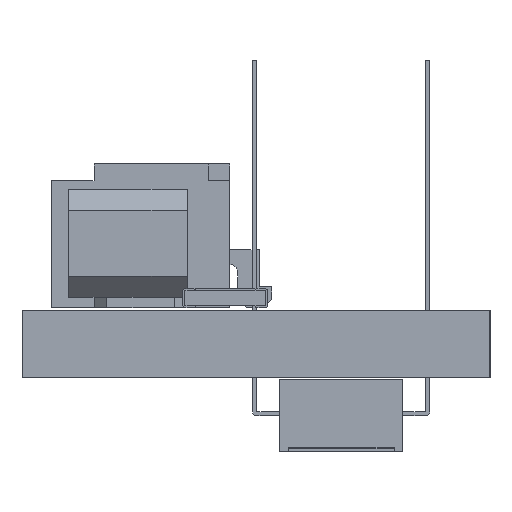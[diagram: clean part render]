
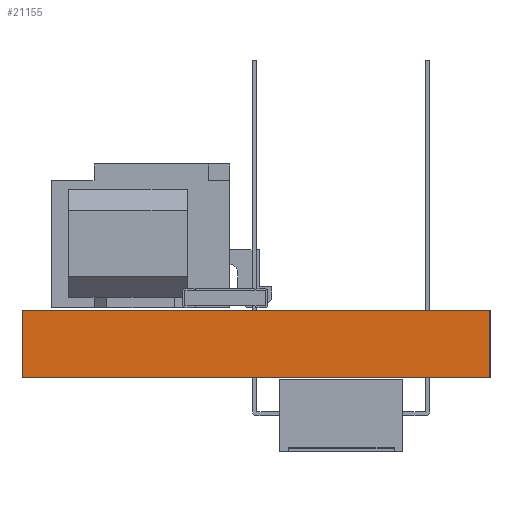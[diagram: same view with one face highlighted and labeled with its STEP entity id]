
A CAD part, left-side view. The second image highlights one B-rep face of the part: STEP entity #21155.
In plain terms, the highlighted planar face has unit normal (-1, 0, 0).
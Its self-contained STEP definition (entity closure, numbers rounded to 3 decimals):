
#20974 = PLANE('',#20975);
#20975 = AXIS2_PLACEMENT_3D('',#20976,#20977,#20978);
#20976 = CARTESIAN_POINT('',(182.5,-73.5,0.));
#20977 = DIRECTION('',(0.,-1.,0.));
#20978 = DIRECTION('',(-1.,0.,0.));
#20999 = VERTEX_POINT('',#21000);
#21000 = CARTESIAN_POINT('',(92.5,-73.5,1.6));
#21014 = PLANE('',#21015);
#21015 = AXIS2_PLACEMENT_3D('',#21016,#21017,#21018);
#21016 = CARTESIAN_POINT('',(137.5,-67.975,1.6));
#21017 = DIRECTION('',(-0.,-0.,-1.));
#21018 = DIRECTION('',(-1.,0.,0.));
#21026 = EDGE_CURVE('',#21027,#20999,#21029,.T.);
#21027 = VERTEX_POINT('',#21028);
#21028 = CARTESIAN_POINT('',(92.5,-73.5,0.));
#21029 = SURFACE_CURVE('',#21030,(#21034,#21041),.PCURVE_S1.);
#21030 = LINE('',#21031,#21032);
#21031 = CARTESIAN_POINT('',(92.5,-73.5,0.));
#21032 = VECTOR('',#21033,1.);
#21033 = DIRECTION('',(0.,0.,1.));
#21034 = PCURVE('',#20974,#21035);
#21035 = DEFINITIONAL_REPRESENTATION('',(#21036),#21040);
#21036 = LINE('',#21037,#21038);
#21037 = CARTESIAN_POINT('',(90.,0.));
#21038 = VECTOR('',#21039,1.);
#21039 = DIRECTION('',(0.,-1.));
#21040 = ( GEOMETRIC_REPRESENTATION_CONTEXT(2) 
PARAMETRIC_REPRESENTATION_CONTEXT() REPRESENTATION_CONTEXT('2D SPACE',''
  ) );
#21041 = PCURVE('',#21042,#21047);
#21042 = PLANE('',#21043);
#21043 = AXIS2_PLACEMENT_3D('',#21044,#21045,#21046);
#21044 = CARTESIAN_POINT('',(92.5,-73.5,0.));
#21045 = DIRECTION('',(-1.,0.,0.));
#21046 = DIRECTION('',(0.,1.,0.));
#21047 = DEFINITIONAL_REPRESENTATION('',(#21048),#21052);
#21048 = LINE('',#21049,#21050);
#21049 = CARTESIAN_POINT('',(0.,0.));
#21050 = VECTOR('',#21051,1.);
#21051 = DIRECTION('',(0.,-1.));
#21052 = ( GEOMETRIC_REPRESENTATION_CONTEXT(2) 
PARAMETRIC_REPRESENTATION_CONTEXT() REPRESENTATION_CONTEXT('2D SPACE',''
  ) );
#21068 = PLANE('',#21069);
#21069 = AXIS2_PLACEMENT_3D('',#21070,#21071,#21072);
#21070 = CARTESIAN_POINT('',(137.5,-67.975,0.));
#21071 = DIRECTION('',(-0.,-0.,-1.));
#21072 = DIRECTION('',(-1.,0.,0.));
#21101 = PLANE('',#21102);
#21102 = AXIS2_PLACEMENT_3D('',#21103,#21104,#21105);
#21103 = CARTESIAN_POINT('',(92.5,-62.45,0.));
#21104 = DIRECTION('',(0.,1.,0.));
#21105 = DIRECTION('',(1.,0.,0.));
#21155 = ADVANCED_FACE('',(#21156),#21042,.T.);
#21156 = FACE_BOUND('',#21157,.T.);
#21157 = EDGE_LOOP('',(#21158,#21159,#21182,#21205));
#21158 = ORIENTED_EDGE('',*,*,#21026,.T.);
#21159 = ORIENTED_EDGE('',*,*,#21160,.T.);
#21160 = EDGE_CURVE('',#20999,#21161,#21163,.T.);
#21161 = VERTEX_POINT('',#21162);
#21162 = CARTESIAN_POINT('',(92.5,-62.45,1.6));
#21163 = SURFACE_CURVE('',#21164,(#21168,#21175),.PCURVE_S1.);
#21164 = LINE('',#21165,#21166);
#21165 = CARTESIAN_POINT('',(92.5,-73.5,1.6));
#21166 = VECTOR('',#21167,1.);
#21167 = DIRECTION('',(0.,1.,0.));
#21168 = PCURVE('',#21042,#21169);
#21169 = DEFINITIONAL_REPRESENTATION('',(#21170),#21174);
#21170 = LINE('',#21171,#21172);
#21171 = CARTESIAN_POINT('',(0.,-1.6));
#21172 = VECTOR('',#21173,1.);
#21173 = DIRECTION('',(1.,0.));
#21174 = ( GEOMETRIC_REPRESENTATION_CONTEXT(2) 
PARAMETRIC_REPRESENTATION_CONTEXT() REPRESENTATION_CONTEXT('2D SPACE',''
  ) );
#21175 = PCURVE('',#21014,#21176);
#21176 = DEFINITIONAL_REPRESENTATION('',(#21177),#21181);
#21177 = LINE('',#21178,#21179);
#21178 = CARTESIAN_POINT('',(45.,-5.525));
#21179 = VECTOR('',#21180,1.);
#21180 = DIRECTION('',(0.,1.));
#21181 = ( GEOMETRIC_REPRESENTATION_CONTEXT(2) 
PARAMETRIC_REPRESENTATION_CONTEXT() REPRESENTATION_CONTEXT('2D SPACE',''
  ) );
#21182 = ORIENTED_EDGE('',*,*,#21183,.F.);
#21183 = EDGE_CURVE('',#21184,#21161,#21186,.T.);
#21184 = VERTEX_POINT('',#21185);
#21185 = CARTESIAN_POINT('',(92.5,-62.45,0.));
#21186 = SURFACE_CURVE('',#21187,(#21191,#21198),.PCURVE_S1.);
#21187 = LINE('',#21188,#21189);
#21188 = CARTESIAN_POINT('',(92.5,-62.45,0.));
#21189 = VECTOR('',#21190,1.);
#21190 = DIRECTION('',(0.,0.,1.));
#21191 = PCURVE('',#21042,#21192);
#21192 = DEFINITIONAL_REPRESENTATION('',(#21193),#21197);
#21193 = LINE('',#21194,#21195);
#21194 = CARTESIAN_POINT('',(11.05,0.));
#21195 = VECTOR('',#21196,1.);
#21196 = DIRECTION('',(0.,-1.));
#21197 = ( GEOMETRIC_REPRESENTATION_CONTEXT(2) 
PARAMETRIC_REPRESENTATION_CONTEXT() REPRESENTATION_CONTEXT('2D SPACE',''
  ) );
#21198 = PCURVE('',#21101,#21199);
#21199 = DEFINITIONAL_REPRESENTATION('',(#21200),#21204);
#21200 = LINE('',#21201,#21202);
#21201 = CARTESIAN_POINT('',(0.,0.));
#21202 = VECTOR('',#21203,1.);
#21203 = DIRECTION('',(0.,-1.));
#21204 = ( GEOMETRIC_REPRESENTATION_CONTEXT(2) 
PARAMETRIC_REPRESENTATION_CONTEXT() REPRESENTATION_CONTEXT('2D SPACE',''
  ) );
#21205 = ORIENTED_EDGE('',*,*,#21206,.F.);
#21206 = EDGE_CURVE('',#21027,#21184,#21207,.T.);
#21207 = SURFACE_CURVE('',#21208,(#21212,#21219),.PCURVE_S1.);
#21208 = LINE('',#21209,#21210);
#21209 = CARTESIAN_POINT('',(92.5,-73.5,0.));
#21210 = VECTOR('',#21211,1.);
#21211 = DIRECTION('',(0.,1.,0.));
#21212 = PCURVE('',#21042,#21213);
#21213 = DEFINITIONAL_REPRESENTATION('',(#21214),#21218);
#21214 = LINE('',#21215,#21216);
#21215 = CARTESIAN_POINT('',(0.,0.));
#21216 = VECTOR('',#21217,1.);
#21217 = DIRECTION('',(1.,0.));
#21218 = ( GEOMETRIC_REPRESENTATION_CONTEXT(2) 
PARAMETRIC_REPRESENTATION_CONTEXT() REPRESENTATION_CONTEXT('2D SPACE',''
  ) );
#21219 = PCURVE('',#21068,#21220);
#21220 = DEFINITIONAL_REPRESENTATION('',(#21221),#21225);
#21221 = LINE('',#21222,#21223);
#21222 = CARTESIAN_POINT('',(45.,-5.525));
#21223 = VECTOR('',#21224,1.);
#21224 = DIRECTION('',(0.,1.));
#21225 = ( GEOMETRIC_REPRESENTATION_CONTEXT(2) 
PARAMETRIC_REPRESENTATION_CONTEXT() REPRESENTATION_CONTEXT('2D SPACE',''
  ) );
